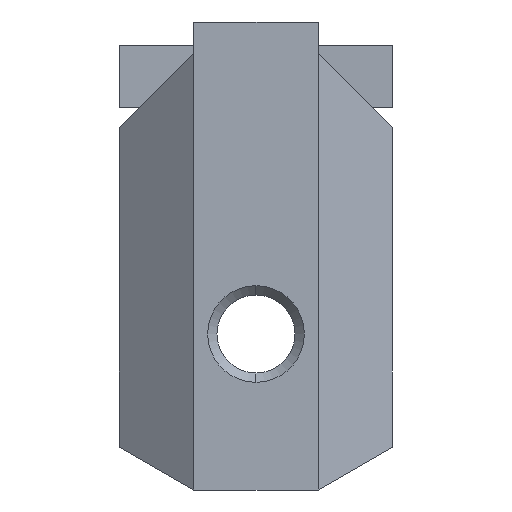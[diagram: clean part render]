
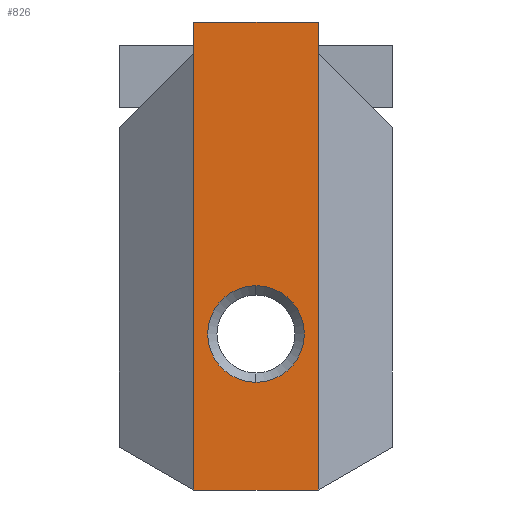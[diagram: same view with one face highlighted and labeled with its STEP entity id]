
A CAD part, front view. The second image highlights one B-rep face of the part: STEP entity #826.
In plain terms, the highlighted planar face has unit normal (0, -1, 0).
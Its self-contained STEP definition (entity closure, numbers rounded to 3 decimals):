
#28 = CARTESIAN_POINT ( 'NONE',  ( 4., -6.5, 30. ) ) ;
#59 = DIRECTION ( 'NONE',  ( 0., 0., 1. ) ) ;
#71 = VECTOR ( 'NONE', #399, 1000. ) ;
#77 = DIRECTION ( 'NONE',  ( 0., 0., -1. ) ) ;
#105 = VECTOR ( 'NONE', #205, 1000. ) ;
#158 = CARTESIAN_POINT ( 'NONE',  ( 4., -6.5, 28. ) ) ;
#160 = VERTEX_POINT ( 'NONE', #1142 ) ;
#166 = CARTESIAN_POINT ( 'NONE',  ( 0., -6.5, 6.9 ) ) ;
#187 = VERTEX_POINT ( 'NONE', #1046 ) ;
#189 = VERTEX_POINT ( 'NONE', #965 ) ;
#192 = DIRECTION ( 'NONE',  ( 1., 0., 0. ) ) ;
#205 = DIRECTION ( 'NONE',  ( 0., 0., -1. ) ) ;
#220 = CARTESIAN_POINT ( 'NONE',  ( -4., -6.5, 30. ) ) ;
#267 = EDGE_CURVE ( 'NONE', #187, #189, #852, .T. ) ;
#278 = VECTOR ( 'NONE', #192, 1000. ) ;
#300 = AXIS2_PLACEMENT_3D ( 'NONE', #864, #493, #516 ) ;
#331 = DIRECTION ( 'NONE',  ( 0., 0., -1. ) ) ;
#353 = EDGE_LOOP ( 'NONE', ( #550, #685 ) ) ;
#360 = AXIS2_PLACEMENT_3D ( 'NONE', #845, #755, #1114 ) ;
#361 = ORIENTED_EDGE ( 'NONE', *, *, #863, .T. ) ;
#367 = DIRECTION ( 'NONE',  ( 0., 0., -1. ) ) ;
#370 = EDGE_CURVE ( 'NONE', #655, #160, #882, .T. ) ;
#381 = AXIS2_PLACEMENT_3D ( 'NONE', #513, #424, #59 ) ;
#399 = DIRECTION ( 'NONE',  ( 1., 0., 0. ) ) ;
#424 = DIRECTION ( 'NONE',  ( 0., 1., 0. ) ) ;
#435 = VERTEX_POINT ( 'NONE', #497 ) ;
#436 = PLANE ( 'NONE',  #381 ) ;
#438 = VECTOR ( 'NONE', #367, 1000. ) ;
#482 = VERTEX_POINT ( 'NONE', #158 ) ;
#484 = EDGE_CURVE ( 'NONE', #435, #187, #1177, .T. ) ;
#493 = DIRECTION ( 'NONE',  ( 0., -1., 0. ) ) ;
#497 = CARTESIAN_POINT ( 'NONE',  ( -4., -6.5, 28. ) ) ;
#502 = LINE ( 'NONE', #1143, #950 ) ;
#513 = CARTESIAN_POINT ( 'NONE',  ( -4., -6.5, 30. ) ) ;
#516 = DIRECTION ( 'NONE',  ( 0., 0., -1. ) ) ;
#529 = FACE_BOUND ( 'NONE', #353, .T. ) ;
#534 = ORIENTED_EDGE ( 'NONE', *, *, #267, .T. ) ;
#550 = ORIENTED_EDGE ( 'NONE', *, *, #578, .F. ) ;
#552 = VERTEX_POINT ( 'NONE', #166 ) ;
#565 = LINE ( 'NONE', #28, #105 ) ;
#578 = EDGE_CURVE ( 'NONE', #552, #1155, #906, .T. ) ;
#627 = CARTESIAN_POINT ( 'NONE',  ( -4., -6.5, 30. ) ) ;
#653 = LINE ( 'NONE', #747, #438 ) ;
#655 = VERTEX_POINT ( 'NONE', #220 ) ;
#658 = ORIENTED_EDGE ( 'NONE', *, *, #1003, .F. ) ;
#685 = ORIENTED_EDGE ( 'NONE', *, *, #1098, .F. ) ;
#708 = CIRCLE ( 'NONE', #360, 3.1 ) ;
#747 = CARTESIAN_POINT ( 'NONE',  ( -4., -6.5, 30. ) ) ;
#755 = DIRECTION ( 'NONE',  ( 0., -1., 0. ) ) ;
#784 = CARTESIAN_POINT ( 'NONE',  ( -4., -6.5, 30. ) ) ;
#826 = ADVANCED_FACE ( 'NONE', ( #529, #1165 ), #436, .F. ) ;
#845 = CARTESIAN_POINT ( 'NONE',  ( 0., -6.5, 10. ) ) ;
#852 = LINE ( 'NONE', #862, #278 ) ;
#862 = CARTESIAN_POINT ( 'NONE',  ( -4., -6.5, 0. ) ) ;
#863 = EDGE_CURVE ( 'NONE', #655, #435, #653, .T. ) ;
#864 = CARTESIAN_POINT ( 'NONE',  ( 0., -6.5, 10. ) ) ;
#882 = LINE ( 'NONE', #784, #71 ) ;
#890 = CARTESIAN_POINT ( 'NONE',  ( 0., -6.5, 13.1 ) ) ;
#906 = CIRCLE ( 'NONE', #300, 3.1 ) ;
#938 = VECTOR ( 'NONE', #77, 1000. ) ;
#950 = VECTOR ( 'NONE', #331, 1000. ) ;
#954 = ORIENTED_EDGE ( 'NONE', *, *, #370, .F. ) ;
#965 = CARTESIAN_POINT ( 'NONE',  ( 4., -6.5, 0. ) ) ;
#1003 = EDGE_CURVE ( 'NONE', #160, #482, #565, .T. ) ;
#1012 = ORIENTED_EDGE ( 'NONE', *, *, #1179, .F. ) ;
#1046 = CARTESIAN_POINT ( 'NONE',  ( -4., -6.5, 0. ) ) ;
#1098 = EDGE_CURVE ( 'NONE', #1155, #552, #708, .T. ) ;
#1112 = ORIENTED_EDGE ( 'NONE', *, *, #484, .T. ) ;
#1114 = DIRECTION ( 'NONE',  ( 0., 0., -1. ) ) ;
#1117 = EDGE_LOOP ( 'NONE', ( #361, #1112, #534, #1012, #658, #954 ) ) ;
#1142 = CARTESIAN_POINT ( 'NONE',  ( 4., -6.5, 30. ) ) ;
#1143 = CARTESIAN_POINT ( 'NONE',  ( 4., -6.5, 30. ) ) ;
#1155 = VERTEX_POINT ( 'NONE', #890 ) ;
#1165 = FACE_OUTER_BOUND ( 'NONE', #1117, .T. ) ;
#1177 = LINE ( 'NONE', #627, #938 ) ;
#1179 = EDGE_CURVE ( 'NONE', #482, #189, #502, .T. ) ;
